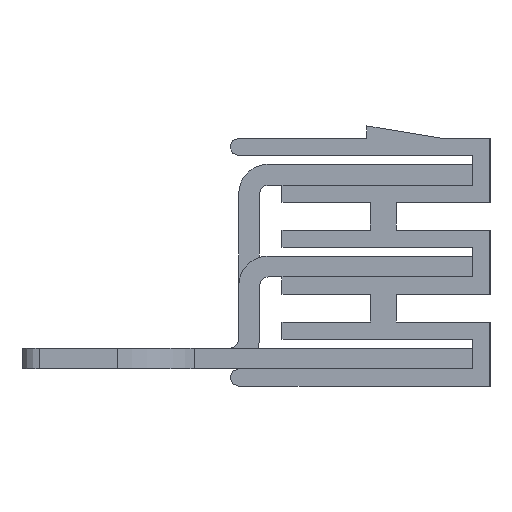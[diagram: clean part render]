
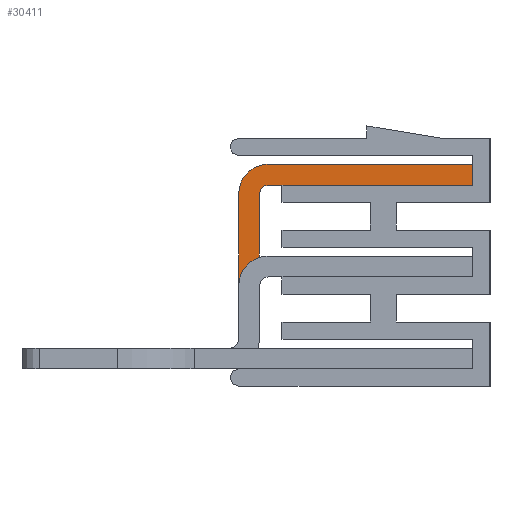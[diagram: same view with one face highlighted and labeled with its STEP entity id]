
A CAD part, left-side view. The second image highlights one B-rep face of the part: STEP entity #30411.
In plain terms, the highlighted planar face has unit normal (-1, 0, 0).
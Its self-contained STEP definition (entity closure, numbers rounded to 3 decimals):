
#5370=DIRECTION('',(0.,0.,1.));
#5371=VECTOR('',#5370,1.2);
#5372=CARTESIAN_POINT('',(-444.25,-6.1,3.6));
#5373=LINE('',#5372,#5371);
#5548=DIRECTION('',(0.,1.,0.));
#5549=VECTOR('',#5548,0.8);
#5550=CARTESIAN_POINT('',(-444.25,4.9,3.6));
#5551=LINE('',#5550,#5549);
#5552=CARTESIAN_POINT('',(-444.25,5.7,3.1));
#5553=DIRECTION('',(-1.,0.,0.));
#5554=DIRECTION('',(0.,0.,1.));
#5555=AXIS2_PLACEMENT_3D('',#5552,#5553,#5554);
#5557=DIRECTION('',(0.,0.,-1.));
#5558=VECTOR('',#5557,8.4);
#5559=CARTESIAN_POINT('',(-444.25,6.2,3.1));
#5560=LINE('',#5559,#5558);
#5561=CARTESIAN_POINT('',(-444.25,7.9,-5.3));
#5562=DIRECTION('',(1.,0.,0.));
#5563=DIRECTION('',(0.,-1.,0.));
#5564=AXIS2_PLACEMENT_3D('',#5561,#5562,#5563);
#5566=DIRECTION('',(0.,1.,0.));
#5567=VECTOR('',#5566,2.063);
#5568=CARTESIAN_POINT('',(-444.25,7.9,-7.));
#5569=LINE('',#5568,#5567);
#5570=DIRECTION('',(0.,-1.,0.));
#5571=VECTOR('',#5570,2.063);
#5572=CARTESIAN_POINT('',(-444.25,9.963,-5.8));
#5573=LINE('',#5572,#5571);
#5574=CARTESIAN_POINT('',(-444.25,7.9,-5.3));
#5575=DIRECTION('',(-1.,0.,0.));
#5576=DIRECTION('',(0.,0.,-1.));
#5577=AXIS2_PLACEMENT_3D('',#5574,#5575,#5576);
#5579=DIRECTION('',(0.,0.,1.));
#5580=VECTOR('',#5579,8.4);
#5581=CARTESIAN_POINT('',(-444.25,7.4,-5.3));
#5582=LINE('',#5581,#5580);
#5583=CARTESIAN_POINT('',(-444.25,5.7,3.1));
#5584=DIRECTION('',(1.,0.,0.));
#5585=DIRECTION('',(0.,1.,0.));
#5586=AXIS2_PLACEMENT_3D('',#5583,#5584,#5585);
#5588=DIRECTION('',(0.,-1.,0.));
#5589=VECTOR('',#5588,11.8);
#5590=CARTESIAN_POINT('',(-444.25,5.7,4.8));
#5591=LINE('',#5590,#5589);
#5974=DIRECTION('',(0.,-1.,0.));
#5975=VECTOR('',#5974,11.);
#5976=CARTESIAN_POINT('',(-444.25,4.9,3.6));
#5977=LINE('',#5976,#5975);
#17301=DIRECTION('',(0.,0.,-1.));
#17302=VECTOR('',#17301,1.2);
#17303=CARTESIAN_POINT('',(-444.25,9.963,-5.8));
#17304=LINE('',#17303,#17302);
#21180=CARTESIAN_POINT('',(-444.25,7.9,-5.8));
#21181=VERTEX_POINT('',#21180);
#21182=CARTESIAN_POINT('',(-444.25,9.963,-5.8));
#21183=VERTEX_POINT('',#21182);
#21763=CARTESIAN_POINT('',(-444.25,9.963,-7.));
#21765=VERTEX_POINT('',#21763);
#21766=CARTESIAN_POINT('',(-444.25,7.9,-7.));
#21767=VERTEX_POINT('',#21766);
#21775=CARTESIAN_POINT('',(-444.25,5.7,4.8));
#21777=VERTEX_POINT('',#21775);
#22050=CARTESIAN_POINT('',(-444.25,7.4,3.1));
#22051=VERTEX_POINT('',#22050);
#22122=CARTESIAN_POINT('',(-444.25,7.4,-5.3));
#22123=VERTEX_POINT('',#22122);
#22194=CARTESIAN_POINT('',(-444.25,6.2,-5.3));
#22195=VERTEX_POINT('',#22194);
#22266=CARTESIAN_POINT('',(-444.25,6.2,3.1));
#22267=VERTEX_POINT('',#22266);
#22338=CARTESIAN_POINT('',(-444.25,5.7,3.6));
#22339=VERTEX_POINT('',#22338);
#22775=CARTESIAN_POINT('',(-444.25,-6.1,4.8));
#22777=VERTEX_POINT('',#22775);
#22780=CARTESIAN_POINT('',(-444.25,-6.1,3.6));
#22781=VERTEX_POINT('',#22780);
#22988=CARTESIAN_POINT('',(-444.25,4.9,3.6));
#22989=VERTEX_POINT('',#22988);
#30380=CARTESIAN_POINT('',(-444.25,1.931,-1.1));
#30381=DIRECTION('',(1.,0.,0.));
#30382=DIRECTION('',(0.,-1.,0.));
#30383=AXIS2_PLACEMENT_3D('',#30380,#30381,#30382);
#30384=PLANE('',#30383);
#30385=ORIENTED_EDGE('',*,*,#30156,.F.);
#30387=ORIENTED_EDGE('',*,*,#30386,.F.);
#30389=ORIENTED_EDGE('',*,*,#30388,.T.);
#30391=ORIENTED_EDGE('',*,*,#30390,.T.);
#30393=ORIENTED_EDGE('',*,*,#30392,.T.);
#30395=ORIENTED_EDGE('',*,*,#30394,.T.);
#30397=ORIENTED_EDGE('',*,*,#30396,.T.);
#30399=ORIENTED_EDGE('',*,*,#30398,.F.);
#30401=ORIENTED_EDGE('',*,*,#30400,.T.);
#30403=ORIENTED_EDGE('',*,*,#30402,.T.);
#30405=ORIENTED_EDGE('',*,*,#30404,.T.);
#30407=ORIENTED_EDGE('',*,*,#30406,.T.);
#30408=ORIENTED_EDGE('',*,*,#30167,.T.);
#30409=EDGE_LOOP('',(#30385,#30387,#30389,#30391,#30393,#30395,#30397,#30399,
#30401,#30403,#30405,#30407,#30408));
#30410=FACE_OUTER_BOUND('',#30409,.F.);
#5556=CIRCLE('',#5555,0.5);
#5565=CIRCLE('',#5564,1.7);
#5578=CIRCLE('',#5577,0.5);
#5587=CIRCLE('',#5586,1.7);
#30156=EDGE_CURVE('',#22781,#22777,#5373,.T.);
#30167=EDGE_CURVE('',#21777,#22777,#5591,.T.);
#30386=EDGE_CURVE('',#22989,#22781,#5977,.T.);
#30388=EDGE_CURVE('',#22989,#22339,#5551,.T.);
#30390=EDGE_CURVE('',#22339,#22267,#5556,.T.);
#30392=EDGE_CURVE('',#22267,#22195,#5560,.T.);
#30394=EDGE_CURVE('',#22195,#21767,#5565,.T.);
#30396=EDGE_CURVE('',#21767,#21765,#5569,.T.);
#30398=EDGE_CURVE('',#21183,#21765,#17304,.T.);
#30400=EDGE_CURVE('',#21183,#21181,#5573,.T.);
#30402=EDGE_CURVE('',#21181,#22123,#5578,.T.);
#30404=EDGE_CURVE('',#22123,#22051,#5582,.T.);
#30406=EDGE_CURVE('',#22051,#21777,#5587,.T.);
#30411=ADVANCED_FACE('',(#30410),#30384,.F.);
